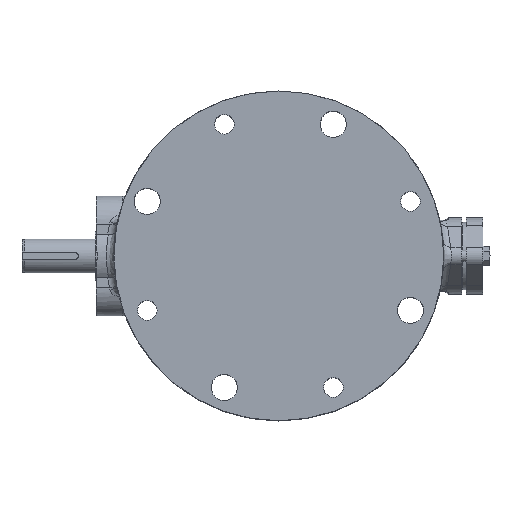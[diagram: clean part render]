
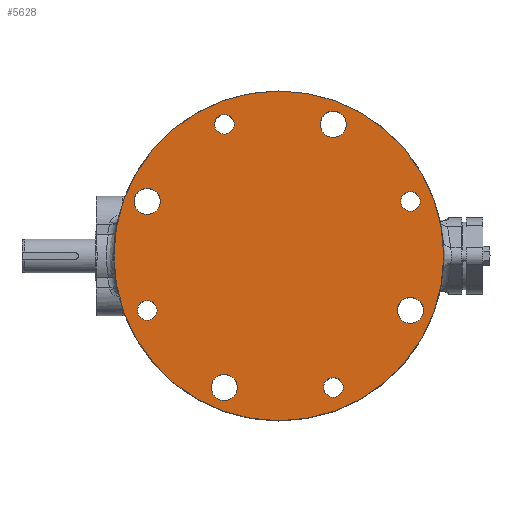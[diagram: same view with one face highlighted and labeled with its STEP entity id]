
A CAD part, top view. The second image highlights one B-rep face of the part: STEP entity #5628.
In plain terms, the highlighted planar face has unit normal (0, 0, 1).
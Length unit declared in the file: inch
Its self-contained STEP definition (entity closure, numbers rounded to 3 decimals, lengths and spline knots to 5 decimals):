
#1=CARTESIAN_POINT('',(0.,0.,2.5));
#2=DIRECTION('',(0.,0.,-1.));
#3=DIRECTION('',(0.,-1.,0.));
#4=AXIS2_PLACEMENT_3D('',#1,#2,#3);
#114=CARTESIAN_POINT('',(1.81775,4.38843,2.5));
#115=DIRECTION('',(0.,0.,1.));
#116=DIRECTION('',(1.,0.,0.));
#117=AXIS2_PLACEMENT_3D('',#114,#115,#116);
#119=CARTESIAN_POINT('',(1.81775,4.38843,2.5));
#120=DIRECTION('',(0.,0.,1.));
#121=DIRECTION('',(-1.,0.,0.));
#122=AXIS2_PLACEMENT_3D('',#119,#120,#121);
#124=CARTESIAN_POINT('',(4.38843,1.81775,2.5));
#125=DIRECTION('',(0.,0.,1.));
#126=DIRECTION('',(-1.,0.,0.));
#127=AXIS2_PLACEMENT_3D('',#124,#125,#126);
#129=CARTESIAN_POINT('',(4.38843,1.81775,2.5));
#130=DIRECTION('',(0.,0.,1.));
#131=DIRECTION('',(1.,0.,0.));
#132=AXIS2_PLACEMENT_3D('',#129,#130,#131);
#134=CARTESIAN_POINT('',(1.81775,-4.38843,2.5));
#135=DIRECTION('',(0.,0.,1.));
#136=DIRECTION('',(0.,1.,0.));
#137=AXIS2_PLACEMENT_3D('',#134,#135,#136);
#139=CARTESIAN_POINT('',(1.81775,-4.38843,2.5));
#140=DIRECTION('',(0.,0.,1.));
#141=DIRECTION('',(0.,-1.,0.));
#142=AXIS2_PLACEMENT_3D('',#139,#140,#141);
#144=CARTESIAN_POINT('',(4.38843,-1.81775,2.5));
#145=DIRECTION('',(0.,0.,1.));
#146=DIRECTION('',(0.,-1.,0.));
#147=AXIS2_PLACEMENT_3D('',#144,#145,#146);
#149=CARTESIAN_POINT('',(4.38843,-1.81775,2.5));
#150=DIRECTION('',(0.,0.,1.));
#151=DIRECTION('',(0.,1.,0.));
#152=AXIS2_PLACEMENT_3D('',#149,#150,#151);
#154=CARTESIAN_POINT('',(-4.38843,-1.81775,2.5));
#155=DIRECTION('',(0.,0.,1.));
#156=DIRECTION('',(1.,0.,0.));
#157=AXIS2_PLACEMENT_3D('',#154,#155,#156);
#159=CARTESIAN_POINT('',(-4.38843,-1.81775,2.5));
#160=DIRECTION('',(0.,0.,1.));
#161=DIRECTION('',(-1.,0.,0.));
#162=AXIS2_PLACEMENT_3D('',#159,#160,#161);
#164=CARTESIAN_POINT('',(-1.81775,-4.38843,2.5));
#165=DIRECTION('',(0.,0.,1.));
#166=DIRECTION('',(-1.,0.,0.));
#167=AXIS2_PLACEMENT_3D('',#164,#165,#166);
#169=CARTESIAN_POINT('',(-1.81775,-4.38843,2.5));
#170=DIRECTION('',(0.,0.,1.));
#171=DIRECTION('',(1.,0.,0.));
#172=AXIS2_PLACEMENT_3D('',#169,#170,#171);
#174=CARTESIAN_POINT('',(-1.81775,4.38843,2.5));
#175=DIRECTION('',(0.,0.,1.));
#176=DIRECTION('',(0.,-1.,0.));
#177=AXIS2_PLACEMENT_3D('',#174,#175,#176);
#179=CARTESIAN_POINT('',(-1.81775,4.38843,2.5));
#180=DIRECTION('',(0.,0.,1.));
#181=DIRECTION('',(0.,1.,0.));
#182=AXIS2_PLACEMENT_3D('',#179,#180,#181);
#184=CARTESIAN_POINT('',(-4.38843,1.81775,2.5));
#185=DIRECTION('',(0.,0.,1.));
#186=DIRECTION('',(0.,1.,0.));
#187=AXIS2_PLACEMENT_3D('',#184,#185,#186);
#189=CARTESIAN_POINT('',(-4.38843,1.81775,2.5));
#190=DIRECTION('',(0.,0.,1.));
#191=DIRECTION('',(0.,-1.,0.));
#192=AXIS2_PLACEMENT_3D('',#189,#190,#191);
#194=CARTESIAN_POINT('',(0.,0.,2.5));
#195=DIRECTION('',(0.,0.,-1.));
#196=DIRECTION('',(0.,1.,0.));
#197=AXIS2_PLACEMENT_3D('',#194,#195,#196);
#5216=CARTESIAN_POINT('',(0.,-5.5,2.5));
#5217=CARTESIAN_POINT('',(0.,5.5,2.5));
#5218=VERTEX_POINT('',#5216);
#5219=VERTEX_POINT('',#5217);
#5410=CARTESIAN_POINT('',(2.25525,4.38843,2.5));
#5411=CARTESIAN_POINT('',(1.38025,4.38843,2.5));
#5412=VERTEX_POINT('',#5410);
#5413=VERTEX_POINT('',#5411);
#5414=CARTESIAN_POINT('',(4.06043,1.81775,2.5));
#5415=CARTESIAN_POINT('',(4.71643,1.81775,2.5));
#5416=VERTEX_POINT('',#5414);
#5417=VERTEX_POINT('',#5415);
#5422=CARTESIAN_POINT('',(1.81775,-4.06043,2.5));
#5423=CARTESIAN_POINT('',(1.81775,-4.71643,2.5));
#5424=VERTEX_POINT('',#5422);
#5425=VERTEX_POINT('',#5423);
#5426=CARTESIAN_POINT('',(4.38843,-2.25525,2.5));
#5427=CARTESIAN_POINT('',(4.38843,-1.38025,2.5));
#5428=VERTEX_POINT('',#5426);
#5429=VERTEX_POINT('',#5427);
#5438=CARTESIAN_POINT('',(-4.06043,-1.81775,2.5));
#5439=CARTESIAN_POINT('',(-4.71643,-1.81775,2.5));
#5440=VERTEX_POINT('',#5438);
#5441=VERTEX_POINT('',#5439);
#5442=CARTESIAN_POINT('',(-2.25525,-4.38843,2.5));
#5443=CARTESIAN_POINT('',(-1.38025,-4.38843,2.5));
#5444=VERTEX_POINT('',#5442);
#5445=VERTEX_POINT('',#5443);
#5462=CARTESIAN_POINT('',(-1.81775,4.06043,2.5));
#5463=CARTESIAN_POINT('',(-1.81775,4.71643,2.5));
#5464=VERTEX_POINT('',#5462);
#5465=VERTEX_POINT('',#5463);
#5466=CARTESIAN_POINT('',(-4.38843,2.25525,2.5));
#5467=CARTESIAN_POINT('',(-4.38843,1.38025,2.5));
#5468=VERTEX_POINT('',#5466);
#5469=VERTEX_POINT('',#5467);
#5570=CARTESIAN_POINT('',(0.,0.,2.5));
#5571=DIRECTION('',(0.,0.,-1.));
#5572=DIRECTION('',(0.,-1.,0.));
#5573=AXIS2_PLACEMENT_3D('',#5570,#5571,#5572);
#5574=PLANE('',#5573);
#5575=ORIENTED_EDGE('',*,*,#5539,.T.);
#5577=ORIENTED_EDGE('',*,*,#5576,.T.);
#5578=EDGE_LOOP('',(#5575,#5577));
#5579=FACE_OUTER_BOUND('',#5578,.F.);
#5581=ORIENTED_EDGE('',*,*,#5580,.T.);
#5583=ORIENTED_EDGE('',*,*,#5582,.T.);
#5584=EDGE_LOOP('',(#5581,#5583));
#5585=FACE_BOUND('',#5584,.F.);
#5587=ORIENTED_EDGE('',*,*,#5586,.T.);
#5589=ORIENTED_EDGE('',*,*,#5588,.T.);
#5590=EDGE_LOOP('',(#5587,#5589));
#5591=FACE_BOUND('',#5590,.F.);
#5593=ORIENTED_EDGE('',*,*,#5592,.T.);
#5595=ORIENTED_EDGE('',*,*,#5594,.T.);
#5596=EDGE_LOOP('',(#5593,#5595));
#5597=FACE_BOUND('',#5596,.F.);
#5599=ORIENTED_EDGE('',*,*,#5598,.T.);
#5601=ORIENTED_EDGE('',*,*,#5600,.T.);
#5602=EDGE_LOOP('',(#5599,#5601));
#5603=FACE_BOUND('',#5602,.F.);
#5605=ORIENTED_EDGE('',*,*,#5604,.T.);
#5607=ORIENTED_EDGE('',*,*,#5606,.T.);
#5608=EDGE_LOOP('',(#5605,#5607));
#5609=FACE_BOUND('',#5608,.F.);
#5611=ORIENTED_EDGE('',*,*,#5610,.T.);
#5613=ORIENTED_EDGE('',*,*,#5612,.T.);
#5614=EDGE_LOOP('',(#5611,#5613));
#5615=FACE_BOUND('',#5614,.F.);
#5617=ORIENTED_EDGE('',*,*,#5616,.T.);
#5619=ORIENTED_EDGE('',*,*,#5618,.T.);
#5620=EDGE_LOOP('',(#5617,#5619));
#5621=FACE_BOUND('',#5620,.F.);
#5623=ORIENTED_EDGE('',*,*,#5622,.T.);
#5625=ORIENTED_EDGE('',*,*,#5624,.T.);
#5626=EDGE_LOOP('',(#5623,#5625));
#5627=FACE_BOUND('',#5626,.F.);
#5628=ADVANCED_FACE('',(#5579,#5585,#5591,#5597,#5603,#5609,#5615,#5621,#5627),
#5574,.F.);
#5=CIRCLE('',#4,5.5);
#118=CIRCLE('',#117,0.4375);
#123=CIRCLE('',#122,0.4375);
#128=CIRCLE('',#127,0.328);
#133=CIRCLE('',#132,0.328);
#138=CIRCLE('',#137,0.328);
#143=CIRCLE('',#142,0.328);
#148=CIRCLE('',#147,0.4375);
#153=CIRCLE('',#152,0.4375);
#158=CIRCLE('',#157,0.328);
#163=CIRCLE('',#162,0.328);
#168=CIRCLE('',#167,0.4375);
#173=CIRCLE('',#172,0.4375);
#178=CIRCLE('',#177,0.328);
#183=CIRCLE('',#182,0.328);
#188=CIRCLE('',#187,0.4375);
#193=CIRCLE('',#192,0.4375);
#198=CIRCLE('',#197,5.5);
#5539=EDGE_CURVE('',#5218,#5219,#5,.T.);
#5576=EDGE_CURVE('',#5219,#5218,#198,.T.);
#5580=EDGE_CURVE('',#5412,#5413,#118,.T.);
#5582=EDGE_CURVE('',#5413,#5412,#123,.T.);
#5586=EDGE_CURVE('',#5416,#5417,#128,.T.);
#5588=EDGE_CURVE('',#5417,#5416,#133,.T.);
#5592=EDGE_CURVE('',#5424,#5425,#138,.T.);
#5594=EDGE_CURVE('',#5425,#5424,#143,.T.);
#5598=EDGE_CURVE('',#5428,#5429,#148,.T.);
#5600=EDGE_CURVE('',#5429,#5428,#153,.T.);
#5604=EDGE_CURVE('',#5440,#5441,#158,.T.);
#5606=EDGE_CURVE('',#5441,#5440,#163,.T.);
#5610=EDGE_CURVE('',#5444,#5445,#168,.T.);
#5612=EDGE_CURVE('',#5445,#5444,#173,.T.);
#5616=EDGE_CURVE('',#5464,#5465,#178,.T.);
#5618=EDGE_CURVE('',#5465,#5464,#183,.T.);
#5622=EDGE_CURVE('',#5468,#5469,#188,.T.);
#5624=EDGE_CURVE('',#5469,#5468,#193,.T.);
